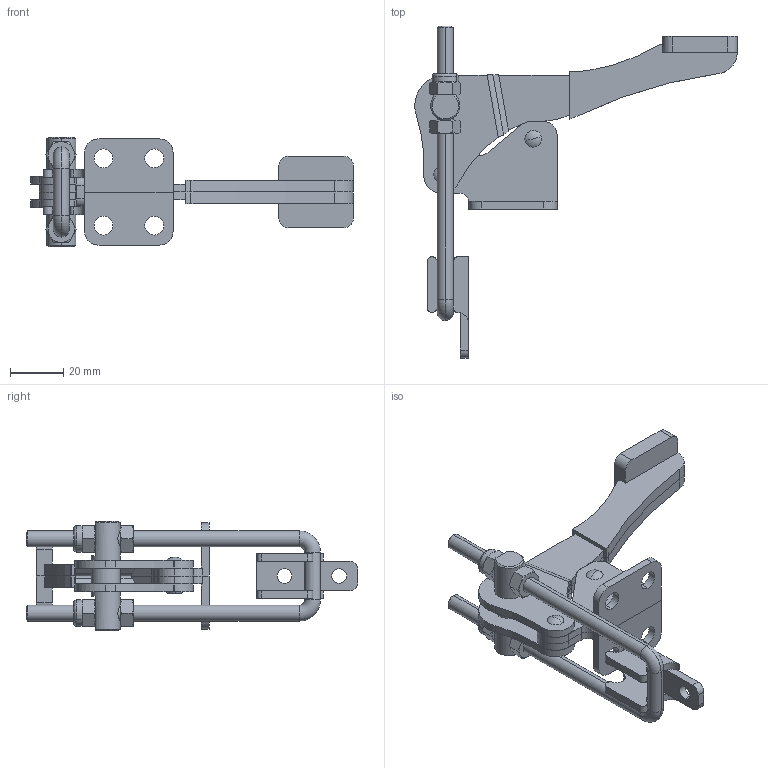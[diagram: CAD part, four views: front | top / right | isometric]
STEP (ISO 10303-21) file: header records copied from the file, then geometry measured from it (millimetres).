
FILE_DESCRIPTION (( 'STEP AP214' ), '1' );
FILE_NAME ('EMC40334.STEP', '2019-01-09T09:25:29', ( 'LinWei' ), ( '' ), 'SwSTEP 2.0', 'SolidWorks 2016', '' );
FILE_SCHEMA (( 'AUTOMOTIVE_DESIGN' ));
Length unit declared in the file: millimetre
Products named in the file (4): Group4^EMC40334; Group3^EMC40334; Group2^EMC40334; EMC40334
Assembly tree (3 placements, depth 2):
  EMC40334
    Group2^EMC40334
    Group3^EMC40334
    Group4^EMC40334
Bounding box: 121.55 x 125.11 x 41.3 mm (x, y, z)
Volume: 44175.8 mm3; surface area: 25559.7 mm2
Topology: 4 solids, 4 shells, 320 faces, 757 edges, 460 vertices
Faces by surface type: cylinder 118, plane 113, cone 63, bspline 14, torus 8, sphere 4
Entity records: 10483 total; most frequent: CARTESIAN_POINT 2299, DIRECTION 1538, ORIENTED_EDGE 1514, EDGE_CURVE 757, AXIS2_PLACEMENT_3D 607, VERTEX_POINT 460, EDGE_LOOP 357, VECTOR 324
